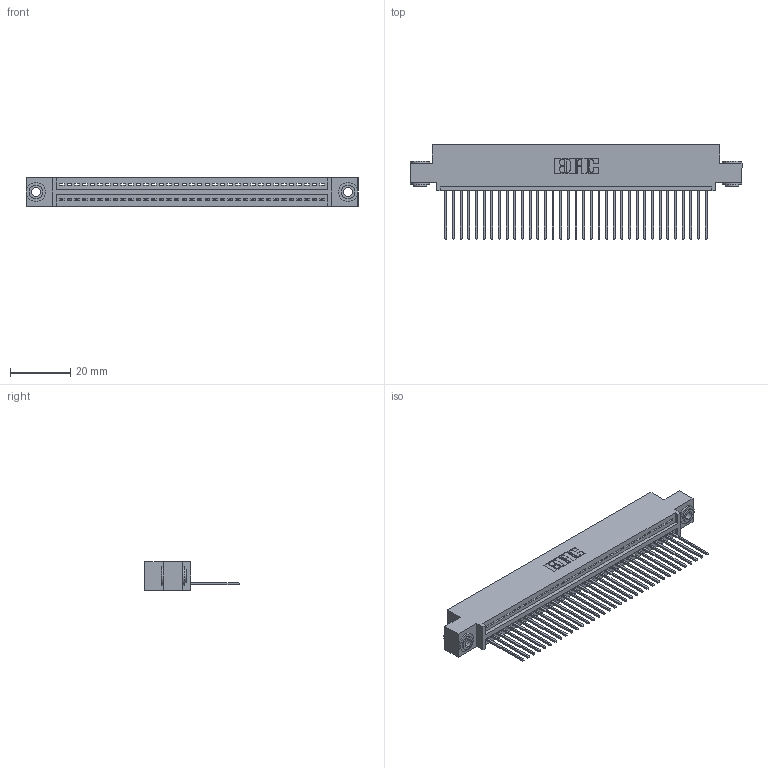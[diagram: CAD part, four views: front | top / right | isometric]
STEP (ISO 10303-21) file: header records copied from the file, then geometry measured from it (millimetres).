
FILE_DESCRIPTION (( 'STEP AP203' ), '1' );
FILE_NAME ('395-035-542-403.STEP', '2019-10-19T19:50:20', ( '' ), ( '' ), 'SwSTEP 2.0', 'SolidWorks 2016', '' );
FILE_SCHEMA (( 'CONFIG_CONTROL_DESIGN' ));
Length unit declared in the file: inch
Products named in the file (4): 395-035-542-403; 345-250-002_345-250-002-102; 345 Part_0.110 Offset - 0.156 Dia-TH; 345-292-001_345-293-142
Assembly tree (38 placements, depth 2):
  395-035-542-403
    345 Part_0.110 Offset - 0.156 Dia-TH
    345-292-001_345-293-142  x35
    345-250-002_345-250-002-102  x2
Bounding box: 110.11 x 31.29 x 9.4 mm (x, y, z)
Volume: 10424.8 mm3; surface area: 14547.3 mm2
Topology: 38 solids, 38 shells, 2198 faces, 6589 edges, 4342 vertices
Faces by surface type: plane 1494, cylinder 696, cone 8
Entity records: 28084 total; most frequent: CARTESIAN_POINT 4844, ORIENTED_EDGE 4806, DIRECTION 4271, EDGE_CURVE 2403, LINE 2107, VECTOR 2107, VERTEX_POINT 1598, AXIS2_PLACEMENT_3D 1082
